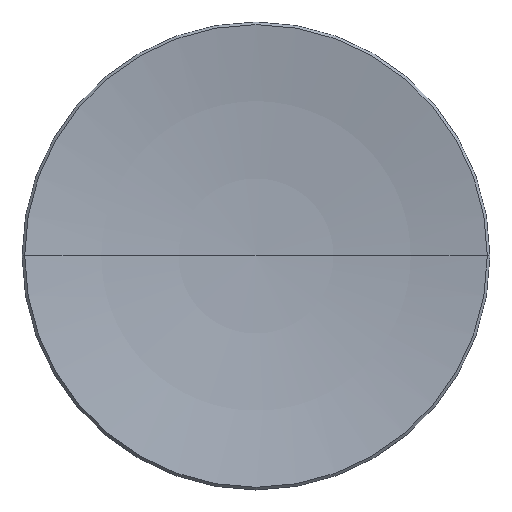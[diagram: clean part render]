
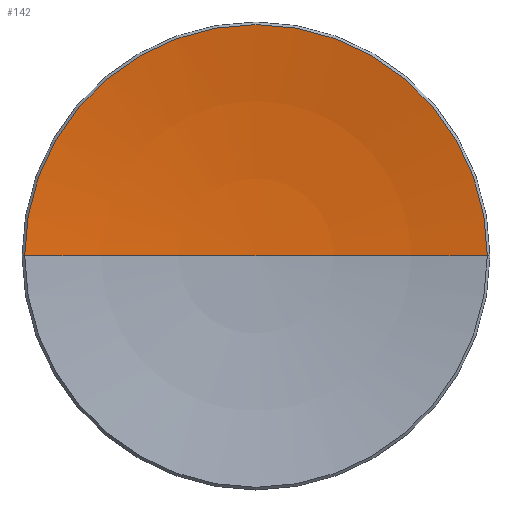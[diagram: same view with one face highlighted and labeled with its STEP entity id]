
A CAD part, top view. The second image highlights one B-rep face of the part: STEP entity #142.
In plain terms, the highlighted toroidal (fillet/blend) face has major radius 0.017 mm and minor radius 82.62 mm.
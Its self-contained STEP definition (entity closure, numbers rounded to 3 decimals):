
#5 = CARTESIAN_POINT ( 'NONE',  ( 0., 0., 3.839 ) ) ;
#23 = EDGE_CURVE ( 'NONE', #90, #47, #71, .T. ) ;
#30 = DIRECTION ( 'NONE',  ( 1., 0., 0. ) ) ;
#33 = DIRECTION ( 'NONE',  ( 0., 0., 1. ) ) ;
#37 = AXIS2_PLACEMENT_3D ( 'NONE', #113, #93, #249 ) ;
#45 = ORIENTED_EDGE ( 'NONE', *, *, #23, .T. ) ;
#47 = VERTEX_POINT ( 'NONE', #226 ) ;
#54 = TOROIDAL_SURFACE ( 'NONE', #119, 0.017, 82.62 ) ;
#55 = DIRECTION ( 'NONE',  ( 0., 0., 1. ) ) ;
#58 = CIRCLE ( 'NONE', #37, 82.62 ) ;
#68 = DIRECTION ( 'NONE',  ( 0., 0., -1. ) ) ;
#69 = EDGE_LOOP ( 'NONE', ( #225, #45, #246 ) ) ;
#71 = CIRCLE ( 'NONE', #156, 82.62 ) ;
#80 = EDGE_CURVE ( 'NONE', #47, #86, #243, .T. ) ;
#86 = VERTEX_POINT ( 'NONE', #234 ) ;
#90 = VERTEX_POINT ( 'NONE', #117 ) ;
#93 = DIRECTION ( 'NONE',  ( 0., 1., 0. ) ) ;
#100 = FACE_OUTER_BOUND ( 'NONE', #69, .T. ) ;
#113 = CARTESIAN_POINT ( 'NONE',  ( -0.017, 0., 85.12 ) ) ;
#117 = CARTESIAN_POINT ( 'NONE',  ( 0., 0., 2.5 ) ) ;
#119 = AXIS2_PLACEMENT_3D ( 'NONE', #254, #55, #135 ) ;
#123 = DIRECTION ( 'NONE',  ( 0., -1., 0. ) ) ;
#135 = DIRECTION ( 'NONE',  ( 1., 0., 0. ) ) ;
#142 = ADVANCED_FACE ( 'NONE', ( #100 ), #54, .F. ) ;
#144 = AXIS2_PLACEMENT_3D ( 'NONE', #5, #33, #30 ) ;
#151 = EDGE_CURVE ( 'NONE', #90, #86, #58, .T. ) ;
#156 = AXIS2_PLACEMENT_3D ( 'NONE', #171, #123, #68 ) ;
#171 = CARTESIAN_POINT ( 'NONE',  ( 0.017, 0., 85.12 ) ) ;
#225 = ORIENTED_EDGE ( 'NONE', *, *, #151, .F. ) ;
#226 = CARTESIAN_POINT ( 'NONE',  ( 14.831, 0., 3.839 ) ) ;
#234 = CARTESIAN_POINT ( 'NONE',  ( -14.831, 0., 3.839 ) ) ;
#243 = CIRCLE ( 'NONE', #144, 14.831 ) ;
#246 = ORIENTED_EDGE ( 'NONE', *, *, #80, .T. ) ;
#249 = DIRECTION ( 'NONE',  ( -1., 0., 0. ) ) ;
#254 = CARTESIAN_POINT ( 'NONE',  ( 0., 0., 85.12 ) ) ;
